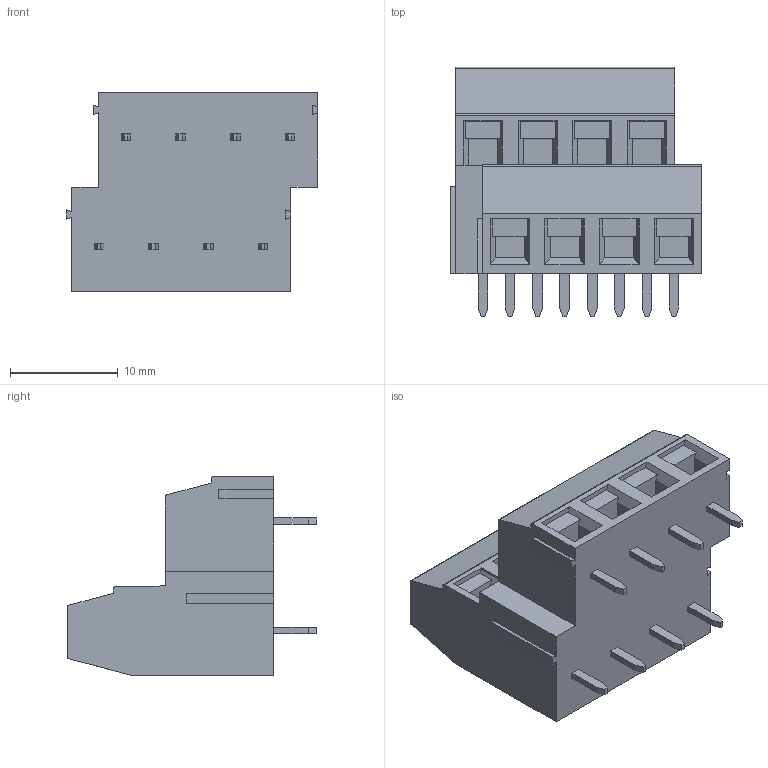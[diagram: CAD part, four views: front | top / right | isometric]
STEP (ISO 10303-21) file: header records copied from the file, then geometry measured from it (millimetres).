
FILE_DESCRIPTION (( 'STEP AP214' ), '1' );
FILE_NAME ('DG127A-5.08-08P-4Y-00AH.STEP', '2021-01-02T02:36:39', ( '' ), ( '' ), 'SwSTEP 2.0', 'SolidWorks 2020', '' );
FILE_SCHEMA (( 'AUTOMOTIVE_DESIGN' ));
Length unit declared in the file: millimetre
Products named in the file (1): DG127A-5.08-08P-4Y-00AH
Bounding box: 23.36 x 23.2 x 18.5 mm (x, y, z)
Volume: 4418 mm3; surface area: 3255.4 mm2
Topology: 1 solids, 1 shells, 657 faces, 1765 edges, 1166 vertices
Faces by surface type: plane 433, bspline 163, cylinder 37, torus 24
Entity records: 33645 total; most frequent: CARTESIAN_POINT 12952, ORIENTED_EDGE 3530, DIRECTION 2535, EDGE_CURVE 1765, LINE 1269, VECTOR 1269, VERTEX_POINT 1166, EDGE_LOOP 721
